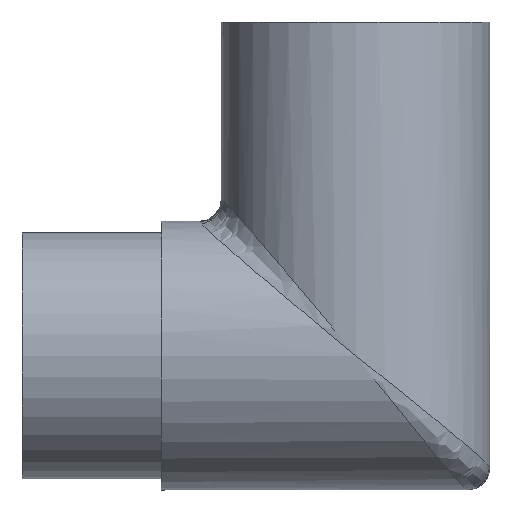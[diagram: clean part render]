
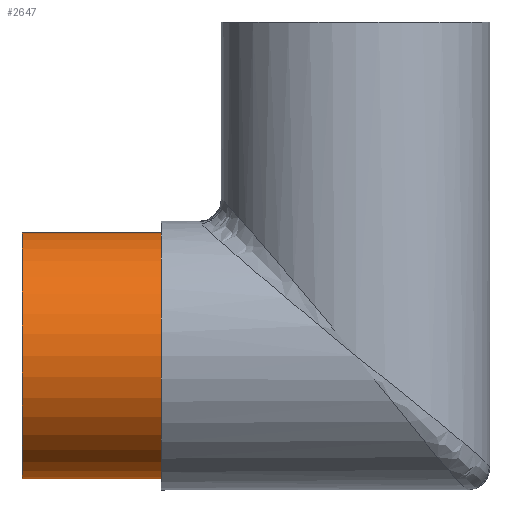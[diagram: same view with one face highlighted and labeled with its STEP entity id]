
A CAD part, front view. The second image highlights one B-rep face of the part: STEP entity #2647.
In plain terms, the highlighted cylindrical face has radius 22.15 mm (diameter 44.3 mm), a partial arc.
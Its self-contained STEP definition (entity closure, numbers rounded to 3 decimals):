
#311 = CARTESIAN_POINT ( 'NONE',  ( -35., 0., -37.85 ) ) ;
#427 = CARTESIAN_POINT ( 'NONE',  ( -60., 0., -37.85 ) ) ;
#500 = EDGE_LOOP ( 'NONE', ( #2185, #1515, #4612, #4391 ) ) ;
#551 = LINE ( 'NONE', #883, #897 ) ;
#604 = DIRECTION ( 'NONE',  ( 1., 0., 0. ) ) ;
#636 = AXIS2_PLACEMENT_3D ( 'NONE', #3835, #3782, #3480 ) ;
#653 = VERTEX_POINT ( 'NONE', #311 ) ;
#658 = CARTESIAN_POINT ( 'NONE',  ( -60., 0., -60. ) ) ;
#883 = CARTESIAN_POINT ( 'NONE',  ( -60., 0., -37.85 ) ) ;
#887 = AXIS2_PLACEMENT_3D ( 'NONE', #658, #604, #4288 ) ;
#897 = VECTOR ( 'NONE', #1363, 1000. ) ;
#1006 = EDGE_CURVE ( 'NONE', #4181, #653, #551, .T. ) ;
#1325 = VECTOR ( 'NONE', #3071, 1000. ) ;
#1353 = EDGE_CURVE ( 'NONE', #5279, #4181, #5086, .T. ) ;
#1363 = DIRECTION ( 'NONE',  ( 1., 0., 0. ) ) ;
#1515 = ORIENTED_EDGE ( 'NONE', *, *, #1353, .F. ) ;
#1574 = AXIS2_PLACEMENT_3D ( 'NONE', #5220, #2344, #4310 ) ;
#1578 = EDGE_CURVE ( 'NONE', #5279, #3933, #4770, .T. ) ;
#1588 = CIRCLE ( 'NONE', #636, 22.15 ) ;
#1891 = CYLINDRICAL_SURFACE ( 'NONE', #887, 22.15 ) ;
#2128 = CARTESIAN_POINT ( 'NONE',  ( -60., 0., -82.15 ) ) ;
#2185 = ORIENTED_EDGE ( 'NONE', *, *, #1006, .F. ) ;
#2344 = DIRECTION ( 'NONE',  ( -1., 0., 0. ) ) ;
#2647 = ADVANCED_FACE ( 'NONE', ( #5197 ), #1891, .T. ) ;
#3071 = DIRECTION ( 'NONE',  ( 1., 0., 0. ) ) ;
#3480 = DIRECTION ( 'NONE',  ( 0., 0., -1. ) ) ;
#3782 = DIRECTION ( 'NONE',  ( -1., 0., 0. ) ) ;
#3835 = CARTESIAN_POINT ( 'NONE',  ( -35., 0., -60. ) ) ;
#3933 = VERTEX_POINT ( 'NONE', #4455 ) ;
#3989 = CARTESIAN_POINT ( 'NONE',  ( -60., 0., -82.15 ) ) ;
#4181 = VERTEX_POINT ( 'NONE', #427 ) ;
#4288 = DIRECTION ( 'NONE',  ( 0., 0., -1. ) ) ;
#4310 = DIRECTION ( 'NONE',  ( 0., 0., 1. ) ) ;
#4328 = EDGE_CURVE ( 'NONE', #3933, #653, #1588, .T. ) ;
#4391 = ORIENTED_EDGE ( 'NONE', *, *, #4328, .T. ) ;
#4455 = CARTESIAN_POINT ( 'NONE',  ( -35., 0., -82.15 ) ) ;
#4612 = ORIENTED_EDGE ( 'NONE', *, *, #1578, .T. ) ;
#4770 = LINE ( 'NONE', #3989, #1325 ) ;
#5086 = CIRCLE ( 'NONE', #1574, 22.15 ) ;
#5197 = FACE_OUTER_BOUND ( 'NONE', #500, .T. ) ;
#5220 = CARTESIAN_POINT ( 'NONE',  ( -60., 0., -60. ) ) ;
#5279 = VERTEX_POINT ( 'NONE', #2128 ) ;
